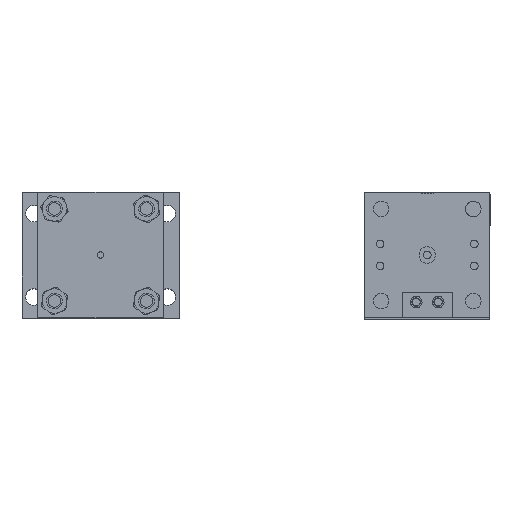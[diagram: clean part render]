
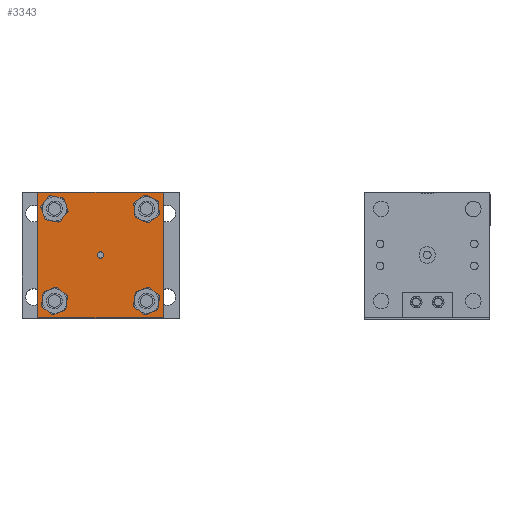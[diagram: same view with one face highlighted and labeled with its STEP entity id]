
A CAD part, top view. The second image highlights one B-rep face of the part: STEP entity #3343.
In plain terms, the highlighted face is planar.
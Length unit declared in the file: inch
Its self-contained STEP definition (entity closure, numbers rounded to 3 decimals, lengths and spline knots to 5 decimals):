
#338 = DIRECTION ( 'NONE',  ( -1., 0., 0. ) ) ;
#362 = CARTESIAN_POINT ( 'NONE',  ( 30.56002, 15.21236, -0.8125 ) ) ;
#373 = DIRECTION ( 'NONE',  ( 0., 0., -1. ) ) ;
#391 = CARTESIAN_POINT ( 'NONE',  ( 33.56559, 10.21236, -0.8125 ) ) ;
#427 = DIRECTION ( 'NONE',  ( -1., 0., 0. ) ) ;
#449 = FACE_BOUND ( 'NONE', #7694, .T. ) ;
#538 = VECTOR ( 'NONE', #9911, 39.37008 ) ;
#623 = DIRECTION ( 'NONE',  ( -1., 0., 0. ) ) ;
#805 = CARTESIAN_POINT ( 'NONE',  ( 33.90479, 10.87956, -0.8125 ) ) ;
#806 = AXIS2_PLACEMENT_3D ( 'NONE', #3437, #4518, #2248 ) ;
#937 = ORIENTED_EDGE ( 'NONE', *, *, #3546, .F. ) ;
#950 = EDGE_CURVE ( 'NONE', #13607, #3041, #6713, .T. ) ;
#980 = ORIENTED_EDGE ( 'NONE', *, *, #950, .F. ) ;
#999 = ORIENTED_EDGE ( 'NONE', *, *, #5151, .T. ) ;
#1183 = DIRECTION ( 'NONE',  ( 0., 0., -1. ) ) ;
#1230 = DIRECTION ( 'NONE',  ( -1., 0., 0. ) ) ;
#1508 = AXIS2_PLACEMENT_3D ( 'NONE', #8476, #11775, #11638 ) ;
#1704 = AXIS2_PLACEMENT_3D ( 'NONE', #12080, #1183, #1230 ) ;
#1779 = EDGE_LOOP ( 'NONE', ( #10476, #937 ) ) ;
#2248 = DIRECTION ( 'NONE',  ( -1., 0., 0. ) ) ;
#2433 = CARTESIAN_POINT ( 'NONE',  ( 34.23279, 10.87956, -0.8125 ) ) ;
#2439 = VECTOR ( 'NONE', #6151, 39.37008 ) ;
#2567 = VERTEX_POINT ( 'NONE', #805 ) ;
#2659 = AXIS2_PLACEMENT_3D ( 'NONE', #9629, #10755, #11476 ) ;
#2703 = DIRECTION ( 'NONE',  ( 1., 0., 0. ) ) ;
#2757 = CIRCLE ( 'NONE', #9009, 0.328 ) ;
#2847 = VERTEX_POINT ( 'NONE', #11884 ) ;
#2854 = ORIENTED_EDGE ( 'NONE', *, *, #12428, .F. ) ;
#2863 = CARTESIAN_POINT ( 'NONE',  ( 30.56002, 10.21236, -0.8125 ) ) ;
#2984 = DIRECTION ( 'NONE',  ( -1., 0., 0. ) ) ;
#3041 = VERTEX_POINT ( 'NONE', #13475 ) ;
#3343 = ADVANCED_FACE ( 'NONE', ( #449, #9114, #10652, #4489, #12022, #5533 ), #8729, .T. ) ;
#3437 = CARTESIAN_POINT ( 'NONE',  ( 36.06559, 12.71236, -0.8125 ) ) ;
#3442 = CARTESIAN_POINT ( 'NONE',  ( 38.22639, 14.54516, -0.8125 ) ) ;
#3534 = VECTOR ( 'NONE', #2703, 39.37008 ) ;
#3546 = EDGE_CURVE ( 'NONE', #9679, #2567, #13032, .T. ) ;
#3561 = EDGE_CURVE ( 'NONE', #6121, #9067, #10977, .T. ) ;
#3937 = CARTESIAN_POINT ( 'NONE',  ( 37.89839, 10.87956, -0.8125 ) ) ;
#4231 = EDGE_LOOP ( 'NONE', ( #8723, #999, #6062, #7139 ) ) ;
#4252 = LINE ( 'NONE', #12112, #11793 ) ;
#4403 = CARTESIAN_POINT ( 'NONE',  ( 38.56559, 10.21236, -0.8125 ) ) ;
#4489 = FACE_BOUND ( 'NONE', #6403, .T. ) ;
#4518 = DIRECTION ( 'NONE',  ( 0., 0., -1. ) ) ;
#4614 = DIRECTION ( 'NONE',  ( 0., 0., -1. ) ) ;
#4654 = ORIENTED_EDGE ( 'NONE', *, *, #8027, .F. ) ;
#5044 = DIRECTION ( 'NONE',  ( 0., 0., -1. ) ) ;
#5061 = ORIENTED_EDGE ( 'NONE', *, *, #11903, .F. ) ;
#5071 = AXIS2_PLACEMENT_3D ( 'NONE', #2433, #4614, #427 ) ;
#5151 = EDGE_CURVE ( 'NONE', #8962, #7698, #11382, .T. ) ;
#5262 = CARTESIAN_POINT ( 'NONE',  ( 37.57039, 10.87956, -0.8125 ) ) ;
#5533 = FACE_BOUND ( 'NONE', #7087, .T. ) ;
#5794 = CIRCLE ( 'NONE', #2659, 0.328 ) ;
#5809 = LINE ( 'NONE', #12248, #538 ) ;
#6034 = LINE ( 'NONE', #2863, #2439 ) ;
#6062 = ORIENTED_EDGE ( 'NONE', *, *, #10877, .T. ) ;
#6090 = AXIS2_PLACEMENT_3D ( 'NONE', #13360, #373, #338 ) ;
#6121 = VERTEX_POINT ( 'NONE', #12061 ) ;
#6151 = DIRECTION ( 'NONE',  ( 1., 0., 0. ) ) ;
#6230 = DIRECTION ( 'NONE',  ( 0., 0., -1. ) ) ;
#6403 = EDGE_LOOP ( 'NONE', ( #5061, #980 ) ) ;
#6532 = CIRCLE ( 'NONE', #8633, 0.328 ) ;
#6713 = CIRCLE ( 'NONE', #11385, 0.328 ) ;
#6743 = ORIENTED_EDGE ( 'NONE', *, *, #3561, .F. ) ;
#6770 = VERTEX_POINT ( 'NONE', #391 ) ;
#6886 = VERTEX_POINT ( 'NONE', #9086 ) ;
#7073 = ORIENTED_EDGE ( 'NONE', *, *, #10724, .F. ) ;
#7087 = EDGE_LOOP ( 'NONE', ( #2854, #4654 ) ) ;
#7139 = ORIENTED_EDGE ( 'NONE', *, *, #13154, .F. ) ;
#7150 = CIRCLE ( 'NONE', #7677, 0.125 ) ;
#7527 = DIRECTION ( 'NONE',  ( 0., 0., -1. ) ) ;
#7677 = AXIS2_PLACEMENT_3D ( 'NONE', #9515, #6230, #623 ) ;
#7694 = EDGE_LOOP ( 'NONE', ( #11865, #13056 ) ) ;
#7698 = VERTEX_POINT ( 'NONE', #13885 ) ;
#8019 = CIRCLE ( 'NONE', #1508, 0.328 ) ;
#8027 = EDGE_CURVE ( 'NONE', #11708, #2847, #8528, .T. ) ;
#8313 = CARTESIAN_POINT ( 'NONE',  ( 37.89839, 10.87956, -0.8125 ) ) ;
#8396 = EDGE_CURVE ( 'NONE', #2567, #9679, #8019, .T. ) ;
#8439 = CARTESIAN_POINT ( 'NONE',  ( 34.56079, 10.87956, -0.8125 ) ) ;
#8476 = CARTESIAN_POINT ( 'NONE',  ( 34.23279, 10.87956, -0.8125 ) ) ;
#8528 = CIRCLE ( 'NONE', #806, 0.125 ) ;
#8633 = AXIS2_PLACEMENT_3D ( 'NONE', #3937, #5044, #12687 ) ;
#8714 = DIRECTION ( 'NONE',  ( -1., 0., 0. ) ) ;
#8723 = ORIENTED_EDGE ( 'NONE', *, *, #11584, .F. ) ;
#8729 = PLANE ( 'NONE',  #1704 ) ;
#8962 = VERTEX_POINT ( 'NONE', #11572 ) ;
#9009 = AXIS2_PLACEMENT_3D ( 'NONE', #11848, #9699, #13077 ) ;
#9066 = EDGE_CURVE ( 'NONE', #6886, #12517, #10166, .T. ) ;
#9067 = VERTEX_POINT ( 'NONE', #10560 ) ;
#9086 = CARTESIAN_POINT ( 'NONE',  ( 38.22639, 10.87956, -0.8125 ) ) ;
#9114 = FACE_BOUND ( 'NONE', #9512, .T. ) ;
#9512 = EDGE_LOOP ( 'NONE', ( #6743, #7073 ) ) ;
#9515 = CARTESIAN_POINT ( 'NONE',  ( 36.06559, 12.71236, -0.8125 ) ) ;
#9629 = CARTESIAN_POINT ( 'NONE',  ( 37.89839, 14.54516, -0.8125 ) ) ;
#9679 = VERTEX_POINT ( 'NONE', #8439 ) ;
#9699 = DIRECTION ( 'NONE',  ( 0., 0., -1. ) ) ;
#9911 = DIRECTION ( 'NONE',  ( 0., -1., 0. ) ) ;
#10160 = EDGE_CURVE ( 'NONE', #12517, #6886, #6532, .T. ) ;
#10166 = CIRCLE ( 'NONE', #11195, 0.328 ) ;
#10476 = ORIENTED_EDGE ( 'NONE', *, *, #8396, .F. ) ;
#10560 = CARTESIAN_POINT ( 'NONE',  ( 34.56079, 14.54516, -0.8125 ) ) ;
#10652 = FACE_OUTER_BOUND ( 'NONE', #4231, .T. ) ;
#10724 = EDGE_CURVE ( 'NONE', #9067, #6121, #2757, .T. ) ;
#10755 = DIRECTION ( 'NONE',  ( 0., 0., -1. ) ) ;
#10877 = EDGE_CURVE ( 'NONE', #7698, #13359, #4252, .T. ) ;
#10977 = CIRCLE ( 'NONE', #6090, 0.328 ) ;
#10979 = DIRECTION ( 'NONE',  ( 0., -1., 0. ) ) ;
#11195 = AXIS2_PLACEMENT_3D ( 'NONE', #8313, #13752, #2984 ) ;
#11382 = LINE ( 'NONE', #362, #3534 ) ;
#11385 = AXIS2_PLACEMENT_3D ( 'NONE', #12932, #7527, #8714 ) ;
#11476 = DIRECTION ( 'NONE',  ( -1., 0., 0. ) ) ;
#11572 = CARTESIAN_POINT ( 'NONE',  ( 33.56559, 15.21236, -0.8125 ) ) ;
#11584 = EDGE_CURVE ( 'NONE', #8962, #6770, #5809, .T. ) ;
#11638 = DIRECTION ( 'NONE',  ( -1., 0., 0. ) ) ;
#11708 = VERTEX_POINT ( 'NONE', #12530 ) ;
#11775 = DIRECTION ( 'NONE',  ( 0., 0., -1. ) ) ;
#11793 = VECTOR ( 'NONE', #10979, 39.37008 ) ;
#11848 = CARTESIAN_POINT ( 'NONE',  ( 34.23279, 14.54516, -0.8125 ) ) ;
#11865 = ORIENTED_EDGE ( 'NONE', *, *, #10160, .F. ) ;
#11884 = CARTESIAN_POINT ( 'NONE',  ( 36.19059, 12.71236, -0.8125 ) ) ;
#11903 = EDGE_CURVE ( 'NONE', #3041, #13607, #5794, .T. ) ;
#12022 = FACE_BOUND ( 'NONE', #1779, .T. ) ;
#12061 = CARTESIAN_POINT ( 'NONE',  ( 33.90479, 14.54516, -0.8125 ) ) ;
#12080 = CARTESIAN_POINT ( 'NONE',  ( 30.56002, 12.71236, -0.8125 ) ) ;
#12112 = CARTESIAN_POINT ( 'NONE',  ( 38.56559, 12.71236, -0.8125 ) ) ;
#12248 = CARTESIAN_POINT ( 'NONE',  ( 33.56559, 12.71236, -0.8125 ) ) ;
#12428 = EDGE_CURVE ( 'NONE', #2847, #11708, #7150, .T. ) ;
#12517 = VERTEX_POINT ( 'NONE', #5262 ) ;
#12530 = CARTESIAN_POINT ( 'NONE',  ( 35.94059, 12.71236, -0.8125 ) ) ;
#12687 = DIRECTION ( 'NONE',  ( -1., 0., 0. ) ) ;
#12932 = CARTESIAN_POINT ( 'NONE',  ( 37.89839, 14.54516, -0.8125 ) ) ;
#13032 = CIRCLE ( 'NONE', #5071, 0.328 ) ;
#13056 = ORIENTED_EDGE ( 'NONE', *, *, #9066, .F. ) ;
#13077 = DIRECTION ( 'NONE',  ( -1., 0., 0. ) ) ;
#13154 = EDGE_CURVE ( 'NONE', #6770, #13359, #6034, .T. ) ;
#13359 = VERTEX_POINT ( 'NONE', #4403 ) ;
#13360 = CARTESIAN_POINT ( 'NONE',  ( 34.23279, 14.54516, -0.8125 ) ) ;
#13475 = CARTESIAN_POINT ( 'NONE',  ( 37.57039, 14.54516, -0.8125 ) ) ;
#13607 = VERTEX_POINT ( 'NONE', #3442 ) ;
#13752 = DIRECTION ( 'NONE',  ( 0., 0., -1. ) ) ;
#13885 = CARTESIAN_POINT ( 'NONE',  ( 38.56559, 15.21236, -0.8125 ) ) ;
